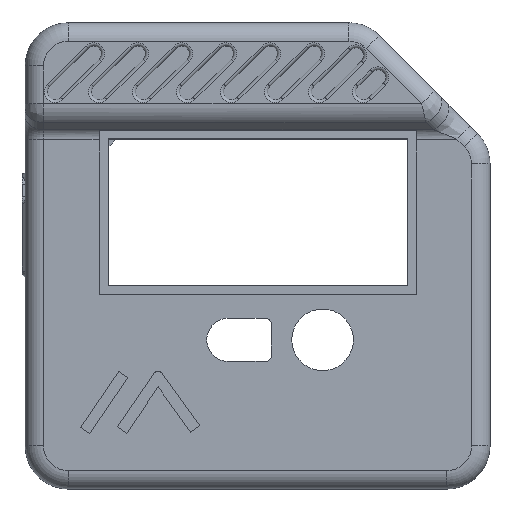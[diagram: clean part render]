
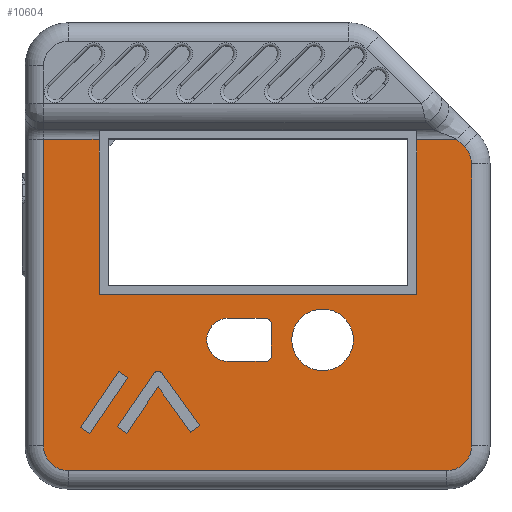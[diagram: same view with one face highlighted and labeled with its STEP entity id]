
A CAD part, top view. The second image highlights one B-rep face of the part: STEP entity #10604.
In plain terms, the highlighted planar face has unit normal (0, 0, 1).
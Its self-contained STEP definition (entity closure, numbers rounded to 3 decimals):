
#276=FACE_BOUND('',#1438,.T.);
#277=FACE_BOUND('',#1439,.T.);
#278=FACE_BOUND('',#1440,.T.);
#279=FACE_BOUND('',#1441,.T.);
#405=PLANE('',#11528);
#815=FACE_OUTER_BOUND('',#1437,.T.);
#1437=EDGE_LOOP('',(#8381,#8382,#8383,#8384,#8385,#8386,#8387,#8388,#8389,
#8390,#8391,#8392));
#1438=EDGE_LOOP('',(#8393,#8394,#8395,#8396));
#1439=EDGE_LOOP('',(#8397,#8398,#8399,#8400,#8401,#8402,#8403));
#1440=EDGE_LOOP('',(#8404));
#1441=EDGE_LOOP('',(#8405,#8406,#8407,#8408,#8409,#8410));
#1833=LINE('',#15616,#2732);
#1864=LINE('',#15755,#2763);
#1866=LINE('',#15763,#2765);
#1870=LINE('',#15780,#2769);
#2108=LINE('',#16933,#3007);
#2110=LINE('',#16937,#3009);
#2112=LINE('',#16941,#3011);
#2114=LINE('',#16945,#3013);
#2116=LINE('',#16949,#3015);
#2118=LINE('',#16952,#3017);
#2123=LINE('',#16965,#3022);
#2126=LINE('',#16970,#3025);
#2128=LINE('',#16974,#3027);
#2130=LINE('',#16977,#3029);
#2132=LINE('',#17008,#3031);
#2294=LINE('',#18002,#3193);
#2297=LINE('',#18017,#3196);
#2298=LINE('',#18020,#3197);
#2299=LINE('',#18024,#3198);
#2300=LINE('',#18026,#3199);
#2301=LINE('',#18027,#3200);
#2302=LINE('',#18028,#3201);
#2732=VECTOR('',#12263,10.);
#2763=VECTOR('',#12362,10.);
#2765=VECTOR('',#12370,10.);
#2769=VECTOR('',#12386,10.);
#3007=VECTOR('',#13310,10.);
#3009=VECTOR('',#13314,10.);
#3011=VECTOR('',#13318,10.);
#3013=VECTOR('',#13322,10.);
#3015=VECTOR('',#13326,10.);
#3017=VECTOR('',#13330,10.);
#3022=VECTOR('',#13339,10.);
#3025=VECTOR('',#13344,10.);
#3027=VECTOR('',#13348,10.);
#3029=VECTOR('',#13352,10.);
#3031=VECTOR('',#13360,10.);
#3193=VECTOR('',#13792,10.);
#3196=VECTOR('',#13811,10.);
#3197=VECTOR('',#13814,10.);
#3198=VECTOR('',#13817,10.);
#3199=VECTOR('',#13818,10.);
#3200=VECTOR('',#13819,10.);
#3201=VECTOR('',#13820,10.);
#3611=CIRCLE('',#10984,1.);
#3612=CIRCLE('',#10987,1.);
#3629=CIRCLE('',#11018,5.);
#3630=CIRCLE('',#11021,3.5);
#3632=CIRCLE('',#11025,4.);
#3636=CIRCLE('',#11031,4.);
#3823=CIRCLE('',#11370,0.8);
#3908=CIRCLE('',#11529,4.);
#4246=VERTEX_POINT('',#15608);
#4247=VERTEX_POINT('',#15610);
#4248=VERTEX_POINT('',#15614);
#4249=VERTEX_POINT('',#15618);
#4284=VERTEX_POINT('',#15749);
#4285=VERTEX_POINT('',#15753);
#4286=VERTEX_POINT('',#15757);
#4287=VERTEX_POINT('',#15761);
#4288=VERTEX_POINT('',#15762);
#4291=VERTEX_POINT('',#15770);
#4293=VERTEX_POINT('',#15773);
#4295=VERTEX_POINT('',#15779);
#4297=VERTEX_POINT('',#15785);
#4599=VERTEX_POINT('',#16926);
#4600=VERTEX_POINT('',#16927);
#4601=VERTEX_POINT('',#16932);
#4602=VERTEX_POINT('',#16936);
#4603=VERTEX_POINT('',#16940);
#4604=VERTEX_POINT('',#16944);
#4605=VERTEX_POINT('',#16948);
#4610=VERTEX_POINT('',#16963);
#4611=VERTEX_POINT('',#16964);
#4612=VERTEX_POINT('',#16969);
#4613=VERTEX_POINT('',#16973);
#4815=VERTEX_POINT('',#18001);
#4819=VERTEX_POINT('',#18015);
#4820=VERTEX_POINT('',#18019);
#4821=VERTEX_POINT('',#18021);
#4822=VERTEX_POINT('',#18023);
#4823=VERTEX_POINT('',#18025);
#5294=EDGE_CURVE('',#4246,#4247,#3611,.T.);
#5297=EDGE_CURVE('',#4246,#4248,#1833,.T.);
#5299=EDGE_CURVE('',#4249,#4248,#3612,.T.);
#5348=EDGE_CURVE('',#4284,#4284,#3629,.T.);
#5351=EDGE_CURVE('',#4249,#4285,#1864,.T.);
#5353=EDGE_CURVE('',#4285,#4286,#3630,.T.);
#5354=EDGE_CURVE('',#4287,#4288,#1866,.T.);
#5359=EDGE_CURVE('',#4291,#4293,#3632,.T.);
#5362=EDGE_CURVE('',#4293,#4295,#1870,.T.);
#5365=EDGE_CURVE('',#4295,#4297,#3636,.T.);
#5809=EDGE_CURVE('',#4599,#4600,#3823,.T.);
#5812=EDGE_CURVE('',#4600,#4601,#2108,.T.);
#5814=EDGE_CURVE('',#4601,#4602,#2110,.T.);
#5816=EDGE_CURVE('',#4602,#4603,#2112,.T.);
#5818=EDGE_CURVE('',#4603,#4604,#2114,.T.);
#5820=EDGE_CURVE('',#4604,#4605,#2116,.T.);
#5822=EDGE_CURVE('',#4605,#4599,#2118,.T.);
#5827=EDGE_CURVE('',#4610,#4611,#2123,.T.);
#5830=EDGE_CURVE('',#4611,#4612,#2126,.T.);
#5832=EDGE_CURVE('',#4612,#4613,#2128,.T.);
#5834=EDGE_CURVE('',#4613,#4610,#2130,.T.);
#5838=EDGE_CURVE('',#4286,#4247,#2132,.T.);
#6115=EDGE_CURVE('',#4297,#4815,#2294,.T.);
#6123=EDGE_CURVE('',#4288,#4819,#2297,.T.);
#6124=EDGE_CURVE('',#4820,#4291,#2298,.T.);
#6125=EDGE_CURVE('',#4821,#4820,#3908,.T.);
#6126=EDGE_CURVE('',#4822,#4821,#2299,.T.);
#6127=EDGE_CURVE('',#4823,#4822,#2300,.T.);
#6128=EDGE_CURVE('',#4823,#4287,#2301,.T.);
#6129=EDGE_CURVE('',#4815,#4819,#2302,.T.);
#8381=ORIENTED_EDGE('',*,*,#6124,.F.);
#8382=ORIENTED_EDGE('',*,*,#6125,.F.);
#8383=ORIENTED_EDGE('',*,*,#6126,.F.);
#8384=ORIENTED_EDGE('',*,*,#6127,.F.);
#8385=ORIENTED_EDGE('',*,*,#6128,.T.);
#8386=ORIENTED_EDGE('',*,*,#5354,.T.);
#8387=ORIENTED_EDGE('',*,*,#6123,.T.);
#8388=ORIENTED_EDGE('',*,*,#6129,.F.);
#8389=ORIENTED_EDGE('',*,*,#6115,.F.);
#8390=ORIENTED_EDGE('',*,*,#5365,.F.);
#8391=ORIENTED_EDGE('',*,*,#5362,.F.);
#8392=ORIENTED_EDGE('',*,*,#5359,.F.);
#8393=ORIENTED_EDGE('',*,*,#5834,.T.);
#8394=ORIENTED_EDGE('',*,*,#5827,.T.);
#8395=ORIENTED_EDGE('',*,*,#5830,.T.);
#8396=ORIENTED_EDGE('',*,*,#5832,.T.);
#8397=ORIENTED_EDGE('',*,*,#5822,.T.);
#8398=ORIENTED_EDGE('',*,*,#5809,.T.);
#8399=ORIENTED_EDGE('',*,*,#5812,.T.);
#8400=ORIENTED_EDGE('',*,*,#5814,.T.);
#8401=ORIENTED_EDGE('',*,*,#5816,.T.);
#8402=ORIENTED_EDGE('',*,*,#5818,.T.);
#8403=ORIENTED_EDGE('',*,*,#5820,.T.);
#8404=ORIENTED_EDGE('',*,*,#5348,.T.);
#8405=ORIENTED_EDGE('',*,*,#5353,.T.);
#8406=ORIENTED_EDGE('',*,*,#5838,.T.);
#8407=ORIENTED_EDGE('',*,*,#5294,.F.);
#8408=ORIENTED_EDGE('',*,*,#5297,.T.);
#8409=ORIENTED_EDGE('',*,*,#5299,.F.);
#8410=ORIENTED_EDGE('',*,*,#5351,.T.);
#10604=ADVANCED_FACE('',(#815,#276,#277,#278,#279),#405,.T.);
#10984=AXIS2_PLACEMENT_3D('',#15611,#12257,#12258);
#10987=AXIS2_PLACEMENT_3D('',#15620,#12267,#12268);
#11018=AXIS2_PLACEMENT_3D('',#15750,#12356,#12357);
#11021=AXIS2_PLACEMENT_3D('',#15759,#12366,#12367);
#11025=AXIS2_PLACEMENT_3D('',#15774,#12378,#12379);
#11031=AXIS2_PLACEMENT_3D('',#15786,#12392,#12393);
#11370=AXIS2_PLACEMENT_3D('',#16928,#13304,#13305);
#11528=AXIS2_PLACEMENT_3D('',#18018,#13812,#13813);
#11529=AXIS2_PLACEMENT_3D('',#18022,#13815,#13816);
#12257=DIRECTION('center_axis',(0.,0.,1.));
#12258=DIRECTION('ref_axis',(0.707,0.707,0.));
#12263=DIRECTION('',(0.,-1.,0.));
#12267=DIRECTION('center_axis',(0.,0.,1.));
#12268=DIRECTION('ref_axis',(0.707,-0.707,0.));
#12356=DIRECTION('center_axis',(0.,0.,-1.));
#12357=DIRECTION('ref_axis',(-1.,0.,0.));
#12362=DIRECTION('',(-1.,0.,0.));
#12366=DIRECTION('center_axis',(0.,0.,-1.));
#12367=DIRECTION('ref_axis',(-1.,0.,0.));
#12370=DIRECTION('',(-1.,0.,0.));
#12378=DIRECTION('center_axis',(0.,0.,-1.));
#12379=DIRECTION('ref_axis',(0.707,-0.707,0.));
#12386=DIRECTION('',(-1.,0.,0.));
#12392=DIRECTION('center_axis',(0.,0.,-1.));
#12393=DIRECTION('ref_axis',(-0.707,-0.707,0.));
#13304=DIRECTION('center_axis',(0.,0.,-1.));
#13305=DIRECTION('ref_axis',(0.812,0.584,0.));
#13310=DIRECTION('',(0.584,-0.812,0.));
#13314=DIRECTION('',(-0.812,-0.584,0.));
#13318=DIRECTION('',(-0.584,0.812,0.));
#13322=DIRECTION('',(-0.563,-0.826,0.));
#13326=DIRECTION('',(-0.826,0.563,0.));
#13330=DIRECTION('',(0.563,0.826,0.));
#13339=DIRECTION('',(0.563,0.826,0.));
#13344=DIRECTION('',(0.826,-0.563,0.));
#13348=DIRECTION('',(-0.563,-0.826,0.));
#13352=DIRECTION('',(-0.826,0.563,0.));
#13360=DIRECTION('',(1.,0.,0.));
#13792=DIRECTION('',(0.,1.,0.));
#13811=DIRECTION('',(0.,1.,0.));
#13812=DIRECTION('center_axis',(0.,0.,1.));
#13813=DIRECTION('ref_axis',(1.,0.,0.));
#13814=DIRECTION('',(0.,-1.,0.));
#13815=DIRECTION('center_axis',(0.,0.,-1.));
#13816=DIRECTION('ref_axis',(0.953,0.302,0.));
#13817=DIRECTION('',(0.707,-0.707,0.));
#13818=DIRECTION('',(1.,0.,0.));
#13819=DIRECTION('',(0.,-1.,0.));
#13820=DIRECTION('',(1.,0.,0.));
#15608=CARTESIAN_POINT('',(2.253,-18.216,1.5));
#15610=CARTESIAN_POINT('',(1.253,-17.216,1.5));
#15611=CARTESIAN_POINT('Origin',(1.253,-18.216,1.5));
#15614=CARTESIAN_POINT('',(2.253,-23.216,1.5));
#15616=CARTESIAN_POINT('',(2.253,-12.157,1.5));
#15618=CARTESIAN_POINT('',(1.253,-24.216,1.5));
#15620=CARTESIAN_POINT('Origin',(1.253,-23.216,1.5));
#15749=CARTESIAN_POINT('',(15.553,-20.716,1.5));
#15750=CARTESIAN_POINT('Origin',(10.553,-20.716,1.5));
#15753=CARTESIAN_POINT('',(-4.747,-24.216,1.5));
#15755=CARTESIAN_POINT('',(1.127,-24.216,1.5));
#15757=CARTESIAN_POINT('',(-4.747,-17.216,1.5));
#15759=CARTESIAN_POINT('Origin',(-4.747,-20.716,1.5));
#15761=CARTESIAN_POINT('',(25.84,-13.336,1.5));
#15762=CARTESIAN_POINT('',(-25.711,-13.336,1.5));
#15763=CARTESIAN_POINT('',(-12.855,-13.336,1.5));
#15770=CARTESIAN_POINT('',(34.711,-37.916,1.5));
#15773=CARTESIAN_POINT('',(30.711,-41.916,1.5));
#15774=CARTESIAN_POINT('Origin',(30.711,-37.916,1.5));
#15779=CARTESIAN_POINT('',(-30.711,-41.916,1.5));
#15780=CARTESIAN_POINT('',(18.855,-41.916,1.5));
#15785=CARTESIAN_POINT('',(-34.711,-37.916,1.5));
#15786=CARTESIAN_POINT('Origin',(-30.711,-37.916,1.5));
#16926=CARTESIAN_POINT('',(-16.804,-26.163,1.5));
#16927=CARTESIAN_POINT('',(-15.493,-26.146,1.5));
#16928=CARTESIAN_POINT('Origin',(-16.143,-26.613,1.5));
#16932=CARTESIAN_POINT('',(-9.371,-34.66,1.5));
#16933=CARTESIAN_POINT('',(-17.367,-23.54,1.5));
#16936=CARTESIAN_POINT('',(-10.833,-35.711,1.5));
#16937=CARTESIAN_POINT('',(0.249,-27.743,1.5));
#16940=CARTESIAN_POINT('',(-16.121,-28.357,1.5));
#16941=CARTESIAN_POINT('',(-15.768,-28.847,1.5));
#16944=CARTESIAN_POINT('',(-21.223,-35.841,1.5));
#16945=CARTESIAN_POINT('',(-8.616,-17.348,1.5));
#16948=CARTESIAN_POINT('',(-22.711,-34.827,1.5));
#16949=CARTESIAN_POINT('',(-20.667,-36.22,1.5));
#16952=CARTESIAN_POINT('',(-12.655,-20.077,1.5));
#16963=CARTESIAN_POINT('',(-28.711,-34.902,1.5));
#16964=CARTESIAN_POINT('',(-22.514,-25.813,1.5));
#16965=CARTESIAN_POINT('',(-17.685,-18.73,1.5));
#16969=CARTESIAN_POINT('',(-21.027,-26.827,1.5));
#16970=CARTESIAN_POINT('',(-19.184,-28.083,1.5));
#16973=CARTESIAN_POINT('',(-27.223,-35.916,1.5));
#16974=CARTESIAN_POINT('',(-13.1,-15.199,1.5));
#16977=CARTESIAN_POINT('',(-24.637,-37.679,1.5));
#17008=CARTESIAN_POINT('',(-2.373,-17.216,1.5));
#18001=CARTESIAN_POINT('',(-34.711,11.85,1.5));
#18002=CARTESIAN_POINT('',(-34.711,-26.007,1.5));
#18015=CARTESIAN_POINT('',(-25.711,11.85,1.5));
#18017=CARTESIAN_POINT('',(-25.711,3.138,1.5));
#18018=CARTESIAN_POINT('Origin',(0.,-7.098,1.5));
#18019=CARTESIAN_POINT('',(34.711,7.82,1.5));
#18020=CARTESIAN_POINT('',(34.711,11.811,1.5));
#18021=CARTESIAN_POINT('',(33.539,10.648,1.5));
#18022=CARTESIAN_POINT('Origin',(30.711,7.82,1.5));
#18023=CARTESIAN_POINT('',(32.337,11.85,1.5));
#18024=CARTESIAN_POINT('',(30.616,13.571,1.5));
#18025=CARTESIAN_POINT('',(25.84,11.85,1.5));
#18026=CARTESIAN_POINT('',(-18.855,11.85,1.5));
#18027=CARTESIAN_POINT('',(25.84,-10.217,1.5));
#18028=CARTESIAN_POINT('',(-18.855,11.85,1.5));
